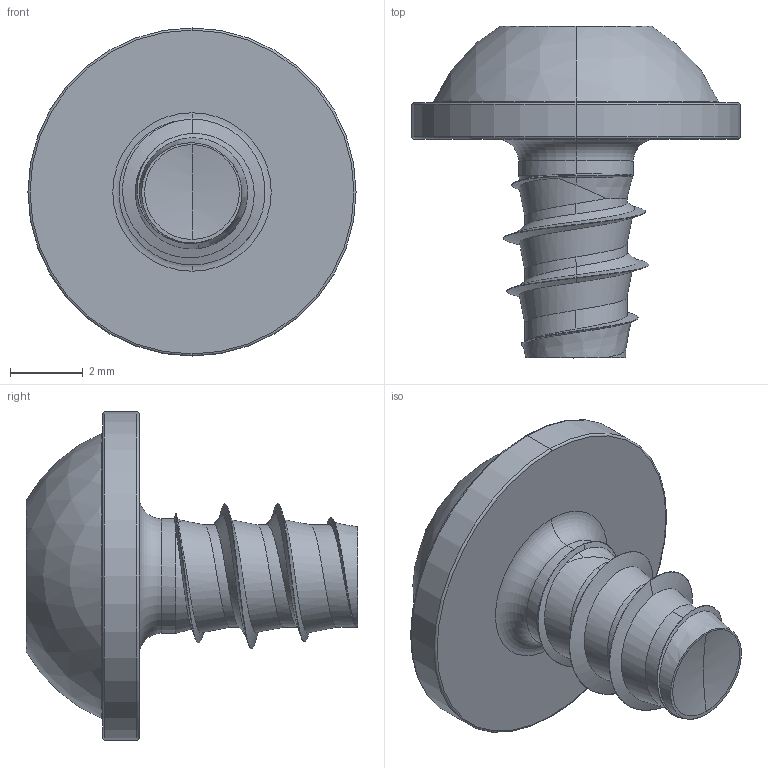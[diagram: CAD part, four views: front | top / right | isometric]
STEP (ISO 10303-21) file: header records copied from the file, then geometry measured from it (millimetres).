
FILE_DESCRIPTION (( 'STEP AP203' ), '1' );
FILE_NAME ('STP380400060.STEP', '2017-08-15T17:46:04', ( '' ), ( '' ), 'SwSTEP 2.0', 'SolidWorks 2015', '' );
FILE_SCHEMA (( 'CONFIG_CONTROL_DESIGN' ));
Length unit declared in the file: millimetre
Products named in the file (1): STP380400060
Bounding box: 9 x 9.1 x 9 mm (x, y, z)
Volume: 157.7 mm3; surface area: 271.1 mm2
Topology: 1 solids, 1 shells, 91 faces, 218 edges, 130 vertices
Faces by surface type: bspline 35, cylinder 31, cone 10, torus 8, sphere 4, plane 3
Entity records: 10507 total; most frequent: CARTESIAN_POINT 8635, ORIENTED_EDGE 432, DIRECTION 291, EDGE_CURVE 216, VERTEX_POINT 130, AXIS2_PLACEMENT_3D 123, B_SPLINE_CURVE_WITH_KNOTS 98, EDGE_LOOP 94
